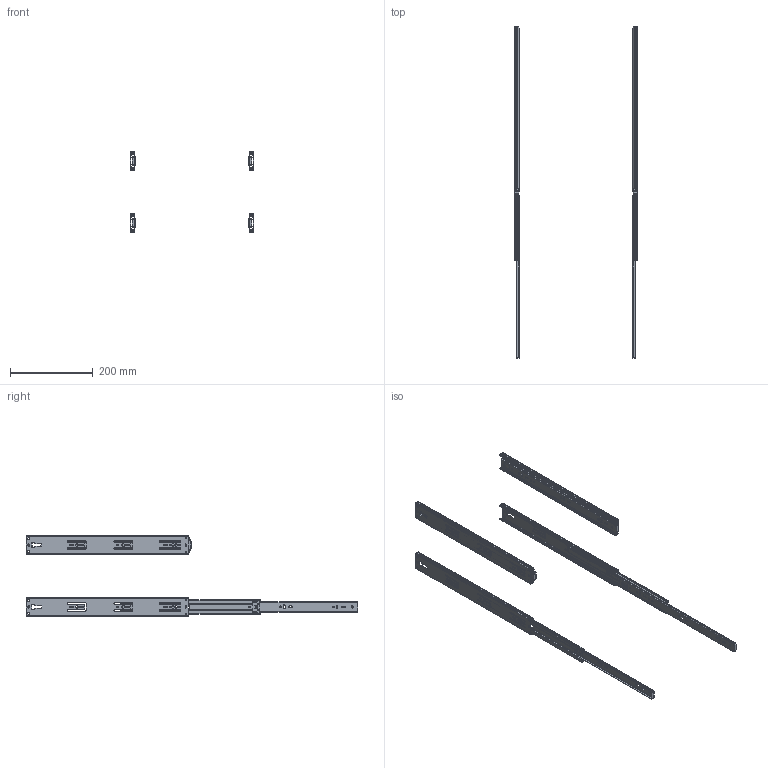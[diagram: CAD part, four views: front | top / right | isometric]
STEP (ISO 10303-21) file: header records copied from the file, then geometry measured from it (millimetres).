
FILE_DESCRIPTION( ( 'Unknown' ), '1' );
FILE_NAME( '38D58(400).stp', 'Unknown', ( 'Unknown' ), ( 'Unknown' ), 'PSStep 14.0', 'Unknown', ' ' );
FILE_SCHEMA( ( 'AUTOMOTIVE_DESIGN { 1 0 10303 214 1 1 1 1 }' ) );
Length unit declared in the file: millimetre
Products named in the file (7): Assem1; ; ; ; 外框_mir; 中框_mir; 內框_mir
Assembly tree (12 placements, depth 2):
  Assem1
      x2
      x2
      x2
    外框_mir  x2
    中框_mir  x2
    內框_mir  x2
Bounding box: 300 x 803.65 x 195.58 mm (x, y, z)
Volume: 279918.1 mm3; surface area: 465468.1 mm2
Topology: 12 solids, 12 shells, 1272 faces, 3828 edges, 2560 vertices
Faces by surface type: plane 656, cylinder 616
Full cylindrical faces by diameter (mm): 3.2 x8, 3.5 x4, 4.6 x28, 5 x12, 5.1 x4, 5.3 x4, 6.4 x12
Entity records: 26744 total; most frequent: DIRECTION 3760, CARTESIAN_POINT 3735, ORIENTED_EDGE 3684, EDGE_CURVE 1842, AXIS2_PLACEMENT_3D 1269, VERTEX_POINT 1244, LINE 1222, VECTOR 1222
